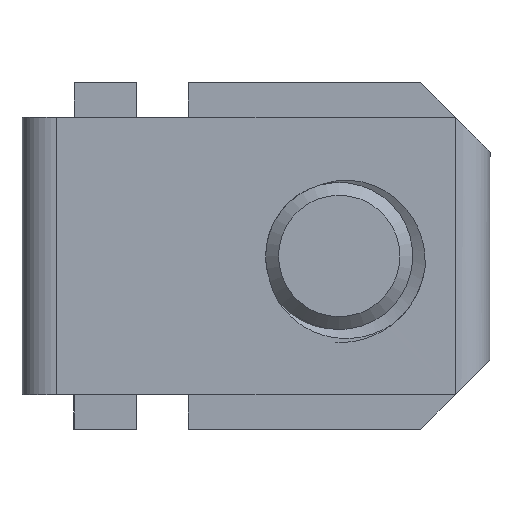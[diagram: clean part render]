
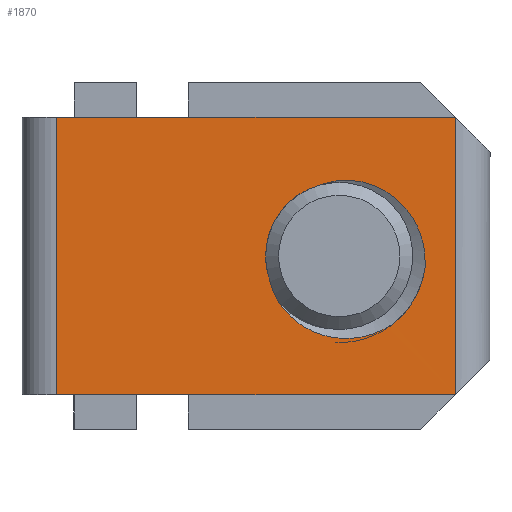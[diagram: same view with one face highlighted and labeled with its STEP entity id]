
A CAD part, front view. The second image highlights one B-rep face of the part: STEP entity #1870.
In plain terms, the highlighted face is planar.
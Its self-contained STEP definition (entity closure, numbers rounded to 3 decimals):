
#60=FACE_BOUND('',#290,.T.);
#70=PLANE('',#2013);
#141=B_SPLINE_CURVE_WITH_KNOTS('',3,(#4247,#4248,#4249,#4250,#4251,#4252,
#4253,#4254,#4255,#4256,#4257,#4258,#4259,#4260,#4261,#4262),
 .UNSPECIFIED.,.F.,.F.,(4,2,2,2,2,2,2,4),(0.,0.067,0.137,
0.177,0.211,0.282,0.353,
0.386),.UNSPECIFIED.);
#142=B_SPLINE_CURVE_WITH_KNOTS('',3,(#4265,#4266,#4267,#4268,#4269,#4270,
#4271,#4272,#4273,#4274,#4275,#4276,#4277,#4278),.UNSPECIFIED.,.F.,.F.,
(4,2,2,2,2,2,4),(0.,0.064,0.115,0.188,
0.245,0.282,0.317),.UNSPECIFIED.);
#181=FACE_OUTER_BOUND('',#289,.T.);
#289=EDGE_LOOP('',(#1391,#1392,#1393,#1394));
#290=EDGE_LOOP('',(#1395,#1396,#1397,#1398,#1399));
#392=CIRCLE('',#1974,2.121);
#397=CIRCLE('',#1993,2.5);
#401=CIRCLE('',#2014,2.121);
#503=LINE('',#4241,#659);
#504=LINE('',#4243,#660);
#505=LINE('',#4245,#661);
#506=LINE('',#4246,#662);
#659=VECTOR('',#2294,1000.);
#660=VECTOR('',#2295,1000.);
#661=VECTOR('',#2296,1000.);
#662=VECTOR('',#2297,1000.);
#770=VERTEX_POINT('',#2811);
#772=VERTEX_POINT('',#2814);
#806=VERTEX_POINT('',#3404);
#807=VERTEX_POINT('',#3437);
#855=VERTEX_POINT('',#4239);
#856=VERTEX_POINT('',#4240);
#857=VERTEX_POINT('',#4242);
#858=VERTEX_POINT('',#4244);
#859=VERTEX_POINT('',#4263);
#961=EDGE_CURVE('',#770,#772,#392,.T.);
#1006=EDGE_CURVE('',#807,#806,#397,.T.);
#1072=EDGE_CURVE('',#855,#856,#503,.T.);
#1073=EDGE_CURVE('',#856,#857,#504,.T.);
#1074=EDGE_CURVE('',#857,#858,#505,.T.);
#1075=EDGE_CURVE('',#858,#855,#506,.T.);
#1076=EDGE_CURVE('',#772,#806,#141,.T.);
#1077=EDGE_CURVE('',#859,#770,#401,.T.);
#1078=EDGE_CURVE('',#807,#859,#142,.T.);
#1391=ORIENTED_EDGE('',*,*,#1072,.T.);
#1392=ORIENTED_EDGE('',*,*,#1073,.T.);
#1393=ORIENTED_EDGE('',*,*,#1074,.T.);
#1394=ORIENTED_EDGE('',*,*,#1075,.T.);
#1395=ORIENTED_EDGE('',*,*,#1006,.T.);
#1396=ORIENTED_EDGE('',*,*,#1076,.F.);
#1397=ORIENTED_EDGE('',*,*,#961,.F.);
#1398=ORIENTED_EDGE('',*,*,#1077,.F.);
#1399=ORIENTED_EDGE('',*,*,#1078,.F.);
#1870=ADVANCED_FACE('',(#181,#60),#70,.F.);
#1974=AXIS2_PLACEMENT_3D('',#2815,#2161,#2162);
#1993=AXIS2_PLACEMENT_3D('',#3438,#2213,#2214);
#2013=AXIS2_PLACEMENT_3D('',#4238,#2292,#2293);
#2014=AXIS2_PLACEMENT_3D('',#4264,#2298,#2299);
#2161=DIRECTION('center_axis',(1.,0.,0.));
#2162=DIRECTION('ref_axis',(0.,0.,-1.));
#2213=DIRECTION('center_axis',(-1.,0.,0.));
#2214=DIRECTION('ref_axis',(0.,0.,1.));
#2292=DIRECTION('center_axis',(-1.,0.,0.));
#2293=DIRECTION('ref_axis',(0.,0.,1.));
#2294=DIRECTION('',(0.,0.,1.));
#2295=DIRECTION('',(0.,-1.,0.));
#2296=DIRECTION('',(0.,0.,-1.));
#2297=DIRECTION('',(0.,1.,0.));
#2298=DIRECTION('center_axis',(1.,0.,0.));
#2299=DIRECTION('ref_axis',(0.,0.,-1.));
#2811=CARTESIAN_POINT('',(4.8,0.,-2.229));
#2814=CARTESIAN_POINT('',(4.8,-0.605,-2.317));
#2815=CARTESIAN_POINT('Origin',(4.8,0.,-4.35));
#3404=CARTESIAN_POINT('',(4.8,-1.954,-5.908));
#3437=CARTESIAN_POINT('',(4.8,-0.299,-6.832));
#3438=CARTESIAN_POINT('Origin',(4.8,0.,-4.35));
#4238=CARTESIAN_POINT('Origin',(4.8,5.,-8.7));
#4239=CARTESIAN_POINT('',(4.8,4.,-7.7));
#4240=CARTESIAN_POINT('',(4.8,4.,3.8));
#4241=CARTESIAN_POINT('',(4.8,4.,1.5));
#4242=CARTESIAN_POINT('',(4.8,-4.,3.8));
#4243=CARTESIAN_POINT('',(4.8,5.,3.8));
#4244=CARTESIAN_POINT('',(4.8,-4.,-7.7));
#4245=CARTESIAN_POINT('',(4.8,-4.,3.3));
#4246=CARTESIAN_POINT('',(4.8,5.,-7.7));
#4247=CARTESIAN_POINT('Ctrl Pts',(4.8,-0.605,-2.317));
#4248=CARTESIAN_POINT('Ctrl Pts',(4.8,-0.823,-2.361));
#4249=CARTESIAN_POINT('Ctrl Pts',(4.8,-1.034,-2.438));
#4250=CARTESIAN_POINT('Ctrl Pts',(4.8,-1.434,-2.659));
#4251=CARTESIAN_POINT('Ctrl Pts',(4.8,-1.619,-2.805));
#4252=CARTESIAN_POINT('Ctrl Pts',(4.8,-1.866,-3.076));
#4253=CARTESIAN_POINT('Ctrl Pts',(4.8,-1.958,-3.195));
#4254=CARTESIAN_POINT('Ctrl Pts',(4.8,-2.122,-3.47));
#4255=CARTESIAN_POINT('Ctrl Pts',(4.8,-2.186,-3.605));
#4256=CARTESIAN_POINT('Ctrl Pts',(4.8,-2.341,-4.032));
#4257=CARTESIAN_POINT('Ctrl Pts',(4.8,-2.388,-4.335));
#4258=CARTESIAN_POINT('Ctrl Pts',(4.8,-2.365,-4.951));
#4259=CARTESIAN_POINT('Ctrl Pts',(4.8,-2.292,-5.257));
#4260=CARTESIAN_POINT('Ctrl Pts',(4.8,-2.103,-5.667));
#4261=CARTESIAN_POINT('Ctrl Pts',(4.8,-2.033,-5.79));
#4262=CARTESIAN_POINT('Ctrl Pts',(4.8,-1.953,-5.908));
#4263=CARTESIAN_POINT('',(4.8,2.044,-3.782));
#4264=CARTESIAN_POINT('Origin',(4.8,0.,-4.35));
#4265=CARTESIAN_POINT('Ctrl Pts',(4.8,-0.299,-6.832));
#4266=CARTESIAN_POINT('Ctrl Pts',(4.8,-0.087,-6.842));
#4267=CARTESIAN_POINT('Ctrl Pts',(4.8,0.154,-6.827));
#4268=CARTESIAN_POINT('Ctrl Pts',(4.8,0.621,-6.71));
#4269=CARTESIAN_POINT('Ctrl Pts',(4.8,0.823,-6.629));
#4270=CARTESIAN_POINT('Ctrl Pts',(4.8,1.275,-6.37));
#4271=CARTESIAN_POINT('Ctrl Pts',(4.8,1.507,-6.17));
#4272=CARTESIAN_POINT('Ctrl Pts',(4.8,1.841,-5.746));
#4273=CARTESIAN_POINT('Ctrl Pts',(4.8,2.008,-5.479));
#4274=CARTESIAN_POINT('Ctrl Pts',(4.8,2.168,-4.907));
#4275=CARTESIAN_POINT('Ctrl Pts',(4.8,2.194,-4.672));
#4276=CARTESIAN_POINT('Ctrl Pts',(4.8,2.17,-4.213));
#4277=CARTESIAN_POINT('Ctrl Pts',(4.8,2.123,-3.992));
#4278=CARTESIAN_POINT('Ctrl Pts',(4.8,2.044,-3.782));
